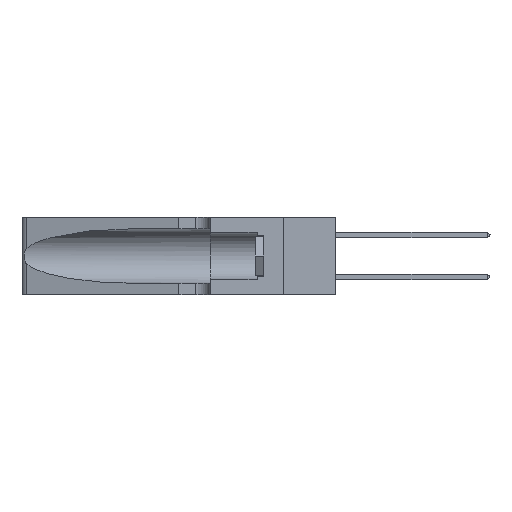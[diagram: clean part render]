
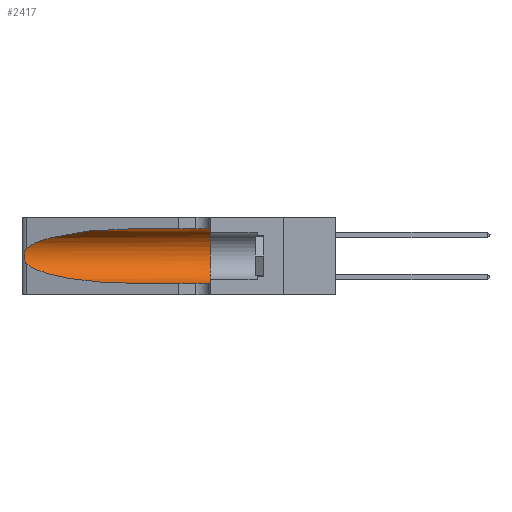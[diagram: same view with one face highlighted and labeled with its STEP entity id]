
A CAD part, left-side view. The second image highlights one B-rep face of the part: STEP entity #2417.
In plain terms, the highlighted cylindrical face has radius 3.308 mm (diameter 6.617 mm), a partial arc.
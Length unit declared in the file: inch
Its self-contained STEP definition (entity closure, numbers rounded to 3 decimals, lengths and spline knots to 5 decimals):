
#661 = CARTESIAN_POINT ( 'NONE',  ( 0.25789, 1.23486, 0.15765 ) ) ;
#864 = ORIENTED_EDGE ( 'NONE', *, *, #4246, .T. ) ;
#1826 = EDGE_CURVE ( 'NONE', #23130, #26336, #8314, .T. ) ;
#2417 = ADVANCED_FACE ( 'NONE', ( #19453 ), #15990, .F. ) ;
#3512 = CARTESIAN_POINT ( 'NONE',  ( 0.25555, 1.22993, 0.14849 ) ) ;
#3535 = ORIENTED_EDGE ( 'NONE', *, *, #9953, .F. ) ;
#4054 = EDGE_LOOP ( 'NONE', ( #13882, #864, #30323, #9191, #3535, #5321 ) ) ;
#4246 = EDGE_CURVE ( 'NONE', #8984, #9771, #25673, .T. ) ;
#4563 = VECTOR ( 'NONE', #33508, 39.37008 ) ;
#4998 = CARTESIAN_POINT ( 'NONE',  ( 0.25487, 1.22718, 0.22369 ) ) ;
#5086 = VERTEX_POINT ( 'NONE', #7371 ) ;
#5134 = CARTESIAN_POINT ( 'NONE',  ( 0.18966, 0.96281, 0.05475 ) ) ;
#5321 = ORIENTED_EDGE ( 'NONE', *, *, #1826, .F. ) ;
#5371 = AXIS2_PLACEMENT_3D ( 'NONE', #29683, #13106, #32445 ) ;
#5808 = CARTESIAN_POINT ( 'NONE',  ( 0.1305, 1.61858, 0.31525 ) ) ;
#6427 = EDGE_CURVE ( 'NONE', #23130, #8984, #19264, .T. ) ;
#6874 = CARTESIAN_POINT ( 'NONE',  ( 0.25555, 1.22994, 0.2215 ) ) ;
#7371 = CARTESIAN_POINT ( 'NONE',  ( 0.1305, 0.35, 0.05475 ) ) ;
#8188 = DIRECTION ( 'NONE',  ( 0., 0., -1. ) ) ;
#8314 = LINE ( 'NONE', #5808, #29428 ) ;
#8983 = CARTESIAN_POINT ( 'NONE',  ( 0.25787, 1.23484, 0.2124 ) ) ;
#8984 = VERTEX_POINT ( 'NONE', #17662 ) ;
#9191 = ORIENTED_EDGE ( 'NONE', *, *, #33338, .T. ) ;
#9559 = CARTESIAN_POINT ( 'NONE',  ( 0.25487, 1.22718, 0.14631 ) ) ;
#9771 = VERTEX_POINT ( 'NONE', #9559 ) ;
#9953 = EDGE_CURVE ( 'NONE', #26336, #5086, #21256, .T. ) ;
#10391 = CARTESIAN_POINT ( 'NONE',  ( 0.1305, 0.72297, 0.31525 ) ) ;
#11454 = EDGE_CURVE ( 'NONE', #9771, #19349, #35794, .T. ) ;
#11713 = CARTESIAN_POINT ( 'NONE',  ( 0.26018, 1.23835, 0.19895 ) ) ;
#12431 = AXIS2_PLACEMENT_3D ( 'NONE', #16480, #19240, #8188 ) ;
#12683 = CARTESIAN_POINT ( 'NONE',  ( 0.1305, 0.35, 0.31525 ) ) ;
#13106 = DIRECTION ( 'NONE',  ( 0., 1., 0. ) ) ;
#13882 = ORIENTED_EDGE ( 'NONE', *, *, #6427, .T. ) ;
#14500 = CARTESIAN_POINT ( 'NONE',  ( 0.26075, 1.23896, 0.178 ) ) ;
#15990 = CYLINDRICAL_SURFACE ( 'NONE', #12431, 0.13025 ) ;
#16480 = CARTESIAN_POINT ( 'NONE',  ( 0.1305, 1.61858, 0.185 ) ) ;
#17289 = CARTESIAN_POINT ( 'NONE',  ( 0.25856, 1.23593, 0.16098 ) ) ;
#17662 = CARTESIAN_POINT ( 'NONE',  ( 0.25487, 1.22718, 0.22369 ) ) ;
#19225 = LINE ( 'NONE', #19768, #4563 ) ;
#19240 = DIRECTION ( 'NONE',  ( 0., -1., 0. ) ) ;
#19264 =( BOUNDED_CURVE ( )  B_SPLINE_CURVE ( 3, ( #10391, #35207, #21499, #4998 ),
 .UNSPECIFIED., .F., .T. ) 
 B_SPLINE_CURVE_WITH_KNOTS ( ( 4, 4 ),
 ( 1.5708, 2.84003 ),
 .UNSPECIFIED. ) 
 CURVE ( )  GEOMETRIC_REPRESENTATION_ITEM ( )  RATIONAL_B_SPLINE_CURVE ( ( 1., 0.87, 0.87, 1. ) ) 
 REPRESENTATION_ITEM ( '' )  );
#19349 = VERTEX_POINT ( 'NONE', #33935 ) ;
#19453 = FACE_OUTER_BOUND ( 'NONE', #4054, .T. ) ;
#19768 = CARTESIAN_POINT ( 'NONE',  ( 0.1305, 1.61858, 0.05475 ) ) ;
#20056 = CARTESIAN_POINT ( 'NONE',  ( 0.25639, 1.23186, 0.15144 ) ) ;
#21256 = CIRCLE ( 'NONE', #5371, 0.13025 ) ;
#21499 = CARTESIAN_POINT ( 'NONE',  ( 0.2373, 1.15595, 0.28018 ) ) ;
#21514 = CARTESIAN_POINT ( 'NONE',  ( 0.2373, 1.15595, 0.08982 ) ) ;
#22836 = CARTESIAN_POINT ( 'NONE',  ( 0.25487, 1.22718, 0.14631 ) ) ;
#23130 = VERTEX_POINT ( 'NONE', #24352 ) ;
#24352 = CARTESIAN_POINT ( 'NONE',  ( 0.1305, 0.72297, 0.31525 ) ) ;
#24424 = CARTESIAN_POINT ( 'NONE',  ( 0.1305, 0.72297, 0.05475 ) ) ;
#25085 = DIRECTION ( 'NONE',  ( 0., -1., 0. ) ) ;
#25493 = CARTESIAN_POINT ( 'NONE',  ( 0.25639, 1.23184, 0.21858 ) ) ;
#25673 = B_SPLINE_CURVE_WITH_KNOTS ( 'NONE', 3,
 ( #26136, #6874, #25493, #8983, #28275, #11713, #31035, #14500, #33784, #17289, #661, #20056, #3512, #22836 ),
 .UNSPECIFIED., .F., .F.,
 ( 4, 2, 2, 2, 2, 2, 4 ),
 ( 0., 0.00027, 0.00053, 0.00107, 0.0016, 0.00187, 0.00214 ),
 .UNSPECIFIED. ) ;
#26136 = CARTESIAN_POINT ( 'NONE',  ( 0.25487, 1.22718, 0.22369 ) ) ;
#26336 = VERTEX_POINT ( 'NONE', #12683 ) ;
#28275 = CARTESIAN_POINT ( 'NONE',  ( 0.25854, 1.2359, 0.20912 ) ) ;
#29428 = VECTOR ( 'NONE', #25085, 39.37008 ) ;
#29683 = CARTESIAN_POINT ( 'NONE',  ( 0.1305, 0.35, 0.185 ) ) ;
#30323 = ORIENTED_EDGE ( 'NONE', *, *, #11454, .T. ) ;
#31035 = CARTESIAN_POINT ( 'NONE',  ( 0.26075, 1.23896, 0.19203 ) ) ;
#32445 = DIRECTION ( 'NONE',  ( 0., 0., 1. ) ) ;
#33338 = EDGE_CURVE ( 'NONE', #19349, #5086, #19225, .T. ) ;
#33508 = DIRECTION ( 'NONE',  ( 0., -1., 0. ) ) ;
#33784 = CARTESIAN_POINT ( 'NONE',  ( 0.26017, 1.23833, 0.17102 ) ) ;
#33935 = CARTESIAN_POINT ( 'NONE',  ( 0.1305, 0.72297, 0.05475 ) ) ;
#35207 = CARTESIAN_POINT ( 'NONE',  ( 0.18966, 0.96281, 0.31525 ) ) ;
#35335 = CARTESIAN_POINT ( 'NONE',  ( 0.25487, 1.22718, 0.14631 ) ) ;
#35794 =( BOUNDED_CURVE ( )  B_SPLINE_CURVE ( 3, ( #35335, #21514, #5134, #24424 ),
 .UNSPECIFIED., .F., .F. ) 
 B_SPLINE_CURVE_WITH_KNOTS ( ( 4, 4 ),
 ( 3.44316, 4.71239 ),
 .UNSPECIFIED. ) 
 CURVE ( )  GEOMETRIC_REPRESENTATION_ITEM ( )  RATIONAL_B_SPLINE_CURVE ( ( 1., 0.87, 0.87, 1. ) ) 
 REPRESENTATION_ITEM ( '' )  );
